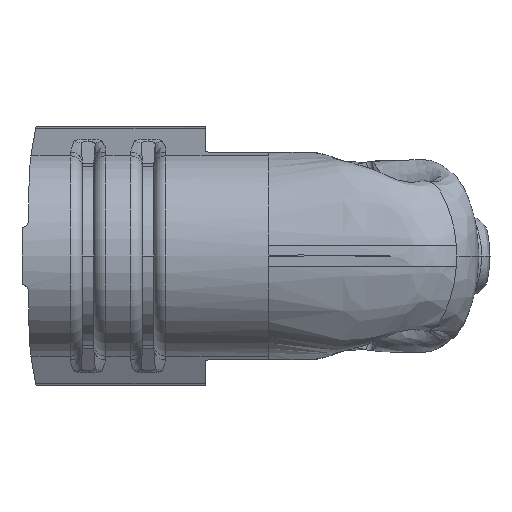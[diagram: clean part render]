
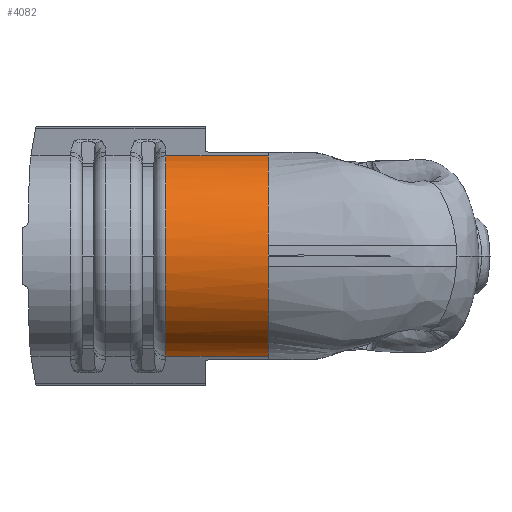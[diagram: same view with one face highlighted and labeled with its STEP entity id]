
A CAD part, left-side view. The second image highlights one B-rep face of the part: STEP entity #4082.
In plain terms, the highlighted cylindrical face has radius 4.318 mm (diameter 8.636 mm), a partial arc.
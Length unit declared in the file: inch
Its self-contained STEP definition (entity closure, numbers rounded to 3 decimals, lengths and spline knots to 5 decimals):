
#42 = VECTOR ( 'NONE', #16535, 39.37008 ) ;
#58 = CARTESIAN_POINT ( 'NONE',  ( -1.32734, 0.19125, -0.08648 ) ) ;
#703 = CARTESIAN_POINT ( 'NONE',  ( -1.31052, 0.19125, -0.10893 ) ) ;
#981 = CARTESIAN_POINT ( 'NONE',  ( -1.23232, 0.19124, 0.16203 ) ) ;
#983 = EDGE_CURVE ( 'NONE', #7509, #17406, #11151, .T. ) ;
#1147 = DIRECTION ( 'NONE',  ( 0., -1., 0. ) ) ;
#1181 = CARTESIAN_POINT ( 'NONE',  ( -1.35, 0.19125, 0. ) ) ;
#1458 = CARTESIAN_POINT ( 'NONE',  ( -1.34873, 0.19125, -0.02119 ) ) ;
#2065 = VERTEX_POINT ( 'NONE', #17566 ) ;
#2122 = AXIS2_PLACEMENT_3D ( 'NONE', #17983, #5247, #10923 ) ;
#2584 = CARTESIAN_POINT ( 'NONE',  ( -1.34915, 0.19125, 0.017 ) ) ;
#2680 = ORIENTED_EDGE ( 'NONE', *, *, #16625, .T. ) ;
#2755 = DIRECTION ( 'NONE',  ( 0., 0., 1. ) ) ;
#2824 = LINE ( 'NONE', #8512, #18036 ) ;
#3228 = AXIS2_PLACEMENT_3D ( 'NONE', #5191, #10863, #16543 ) ;
#3333 = VERTEX_POINT ( 'NONE', #7241 ) ;
#3354 = CARTESIAN_POINT ( 'NONE',  ( -1.35, 0.19125, -0.00568 ) ) ;
#3782 = CARTESIAN_POINT ( 'NONE',  ( -1.21377, 0.19125, 0.16661 ) ) ;
#4082 = ADVANCED_FACE ( 'NONE', ( #12680 ), #18334, .T. ) ;
#4093 = VERTEX_POINT ( 'NONE', #4187 ) ;
#4187 = CARTESIAN_POINT ( 'NONE',  ( -1.21377, 0.36197, -0.16661 ) ) ;
#4233 = ORIENTED_EDGE ( 'NONE', *, *, #17844, .F. ) ;
#4907 = VERTEX_POINT ( 'NONE', #13959 ) ;
#5183 = LINE ( 'NONE', #10855, #42 ) ;
#5191 = CARTESIAN_POINT ( 'NONE',  ( -1.18, 0.19125, 0. ) ) ;
#5247 = DIRECTION ( 'NONE',  ( 0., 1., 0. ) ) ;
#5293 = CARTESIAN_POINT ( 'NONE',  ( -1.29823, 0.19125, 0.12365 ) ) ;
#5606 = CARTESIAN_POINT ( 'NONE',  ( -1.18, 0.29625, 0. ) ) ;
#5654 = EDGE_CURVE ( 'NONE', #16766, #7645, #2824, .T. ) ;
#5773 = CARTESIAN_POINT ( 'NONE',  ( -1.31635, 0.19125, -0.10194 ) ) ;
#6249 =( BOUNDED_CURVE ( )  B_SPLINE_CURVE ( 3, ( #16128, #3354, #9037, #14743 ),
 .UNSPECIFIED., .F., .F. ) 
 B_SPLINE_CURVE_WITH_KNOTS ( ( 4, 4 ),
 ( 0., 1. ),
 .UNSPECIFIED. ) 
 CURVE ( )  GEOMETRIC_REPRESENTATION_ITEM ( )  RATIONAL_B_SPLINE_CURVE ( ( 0.997, 0.997, 0.998, 1. ) ) 
 REPRESENTATION_ITEM ( '' )  );
#6420 = CARTESIAN_POINT ( 'NONE',  ( -1.34915, 0.19125, -0.017 ) ) ;
#6432 = CIRCLE ( 'NONE', #13076, 0.17 ) ;
#6519 = EDGE_CURVE ( 'NONE', #3333, #17519, #6432, .T. ) ;
#6691 = CARTESIAN_POINT ( 'NONE',  ( -1.25012, 0.19126, 0.15516 ) ) ;
#6718 = ORIENTED_EDGE ( 'NONE', *, *, #983, .F. ) ;
#6838 = AXIS2_PLACEMENT_3D ( 'NONE', #13945, #1147, #6858 ) ;
#6858 = DIRECTION ( 'NONE',  ( 0., 0., -1. ) ) ;
#7004 = VERTEX_POINT ( 'NONE', #12162 ) ;
#7160 = CARTESIAN_POINT ( 'NONE',  ( -1.34678, 0.19125, -0.03536 ) ) ;
#7221 = ORIENTED_EDGE ( 'NONE', *, *, #11815, .F. ) ;
#7241 = CARTESIAN_POINT ( 'NONE',  ( -1.21377, 0.19125, -0.16661 ) ) ;
#7509 = VERTEX_POINT ( 'NONE', #6420 ) ;
#7645 = VERTEX_POINT ( 'NONE', #18044 ) ;
#8283 = CARTESIAN_POINT ( 'NONE',  ( -1.34972, 0.19125, 0.01135 ) ) ;
#8344 = ORIENTED_EDGE ( 'NONE', *, *, #17557, .F. ) ;
#8512 = CARTESIAN_POINT ( 'NONE',  ( -1.21377, 0.29625, 0.16661 ) ) ;
#8842 = ORIENTED_EDGE ( 'NONE', *, *, #10324, .F. ) ;
#9037 = CARTESIAN_POINT ( 'NONE',  ( -1.34972, 0.19125, -0.01135 ) ) ;
#9517 = ORIENTED_EDGE ( 'NONE', *, *, #5654, .T. ) ;
#9838 = CARTESIAN_POINT ( 'NONE',  ( -1.18, 0.19125, 0. ) ) ;
#10162 = CIRCLE ( 'NONE', #2122, 0.17 ) ;
#10324 = EDGE_CURVE ( 'NONE', #2065, #7004, #11293, .T. ) ;
#10855 = CARTESIAN_POINT ( 'NONE',  ( -1.21377, 0.29625, -0.16661 ) ) ;
#10863 = DIRECTION ( 'NONE',  ( 0., -1., 0. ) ) ;
#10923 = DIRECTION ( 'NONE',  ( 0., 0., 1. ) ) ;
#10953 = EDGE_CURVE ( 'NONE', #7645, #4093, #14867, .T. ) ;
#10967 = CARTESIAN_POINT ( 'NONE',  ( -1.31052, 0.19125, 0.10893 ) ) ;
#11151 = B_SPLINE_CURVE_WITH_KNOTS ( 'NONE', 3,
 ( #14252, #1458, #7160, #12854, #58, #5773, #11451 ),
 .UNSPECIFIED., .F., .F.,
 ( 4, 1, 1, 1, 4 ),
 ( 0.1442, 0.25, 0.5, 0.75, 1. ),
 .UNSPECIFIED. ) ;
#11279 = DIRECTION ( 'NONE',  ( 0., 1., 0. ) ) ;
#11293 = CIRCLE ( 'NONE', #3228, 0.17 ) ;
#11451 = CARTESIAN_POINT ( 'NONE',  ( -1.31052, 0.19125, -0.10893 ) ) ;
#11477 = ORIENTED_EDGE ( 'NONE', *, *, #6519, .T. ) ;
#11753 = CARTESIAN_POINT ( 'NONE',  ( -1.21377, 0.19125, 0.16661 ) ) ;
#11815 = EDGE_CURVE ( 'NONE', #16766, #2065, #13361, .T. ) ;
#12162 = CARTESIAN_POINT ( 'NONE',  ( -1.34915, 0.19125, 0.017 ) ) ;
#12381 = CARTESIAN_POINT ( 'NONE',  ( -1.25877, 0.19125, 0.15095 ) ) ;
#12680 = FACE_OUTER_BOUND ( 'NONE', #14171, .T. ) ;
#12854 = CARTESIAN_POINT ( 'NONE',  ( -1.3403, 0.19125, -0.0593 ) ) ;
#13076 = AXIS2_PLACEMENT_3D ( 'NONE', #9838, #15537, #2755 ) ;
#13361 = B_SPLINE_CURVE_WITH_KNOTS ( 'NONE', 3,
 ( #3782, #13784, #981, #6691, #12381, #18031, #5293, #10967 ),
 .UNSPECIFIED., .F., .F.,
 ( 4, 2, 2, 4 ),
 ( 0., 0.00073, 0.00145, 0.0029 ),
 .UNSPECIFIED. ) ;
#13784 = CARTESIAN_POINT ( 'NONE',  ( -1.22317, 0.19125, 0.16471 ) ) ;
#13945 = CARTESIAN_POINT ( 'NONE',  ( -1.18, 0.36197, 0. ) ) ;
#13959 = CARTESIAN_POINT ( 'NONE',  ( -1.35, 0.19125, 0. ) ) ;
#13973 = CARTESIAN_POINT ( 'NONE',  ( -1.35, 0.19125, 0.00568 ) ) ;
#14118 = EDGE_CURVE ( 'NONE', #7004, #4907, #18363, .T. ) ;
#14171 = EDGE_LOOP ( 'NONE', ( #9517, #15441, #8344, #11477, #2680, #6718, #4233, #16960, #8842, #7221 ) ) ;
#14211 = DIRECTION ( 'NONE',  ( 0., 1., 0. ) ) ;
#14252 = CARTESIAN_POINT ( 'NONE',  ( -1.34915, 0.19125, -0.017 ) ) ;
#14743 = CARTESIAN_POINT ( 'NONE',  ( -1.34915, 0.19125, -0.017 ) ) ;
#14867 = CIRCLE ( 'NONE', #6838, 0.17 ) ;
#14970 = CARTESIAN_POINT ( 'NONE',  ( -1.26917, 0.19125, -0.14474 ) ) ;
#15441 = ORIENTED_EDGE ( 'NONE', *, *, #10953, .T. ) ;
#15537 = DIRECTION ( 'NONE',  ( 0., 1., 0. ) ) ;
#15671 = AXIS2_PLACEMENT_3D ( 'NONE', #5606, #11279, #16946 ) ;
#16128 = CARTESIAN_POINT ( 'NONE',  ( -1.35, 0.19125, 0. ) ) ;
#16535 = DIRECTION ( 'NONE',  ( 0., 1., 0. ) ) ;
#16543 = DIRECTION ( 'NONE',  ( 0., 0., -1. ) ) ;
#16625 = EDGE_CURVE ( 'NONE', #17519, #17406, #10162, .T. ) ;
#16766 = VERTEX_POINT ( 'NONE', #11753 ) ;
#16946 = DIRECTION ( 'NONE',  ( 0., 0., 1. ) ) ;
#16960 = ORIENTED_EDGE ( 'NONE', *, *, #14118, .F. ) ;
#17406 = VERTEX_POINT ( 'NONE', #703 ) ;
#17519 = VERTEX_POINT ( 'NONE', #14970 ) ;
#17557 = EDGE_CURVE ( 'NONE', #3333, #4093, #5183, .T. ) ;
#17566 = CARTESIAN_POINT ( 'NONE',  ( -1.31052, 0.19125, 0.10893 ) ) ;
#17844 = EDGE_CURVE ( 'NONE', #4907, #7509, #6249, .T. ) ;
#17983 = CARTESIAN_POINT ( 'NONE',  ( -1.18, 0.19125, 0. ) ) ;
#18031 = CARTESIAN_POINT ( 'NONE',  ( -1.28346, 0.19125, 0.13624 ) ) ;
#18036 = VECTOR ( 'NONE', #14211, 39.37008 ) ;
#18044 = CARTESIAN_POINT ( 'NONE',  ( -1.21377, 0.36197, 0.16661 ) ) ;
#18334 = CYLINDRICAL_SURFACE ( 'NONE', #15671, 0.17 ) ;
#18363 =( BOUNDED_CURVE ( )  B_SPLINE_CURVE ( 3, ( #2584, #8283, #13973, #1181 ),
 .UNSPECIFIED., .F., .F. ) 
 B_SPLINE_CURVE_WITH_KNOTS ( ( 4, 4 ),
 ( 0., 1. ),
 .UNSPECIFIED. ) 
 CURVE ( )  GEOMETRIC_REPRESENTATION_ITEM ( )  RATIONAL_B_SPLINE_CURVE ( ( 1., 0.998, 0.997, 0.997 ) ) 
 REPRESENTATION_ITEM ( '' )  );
